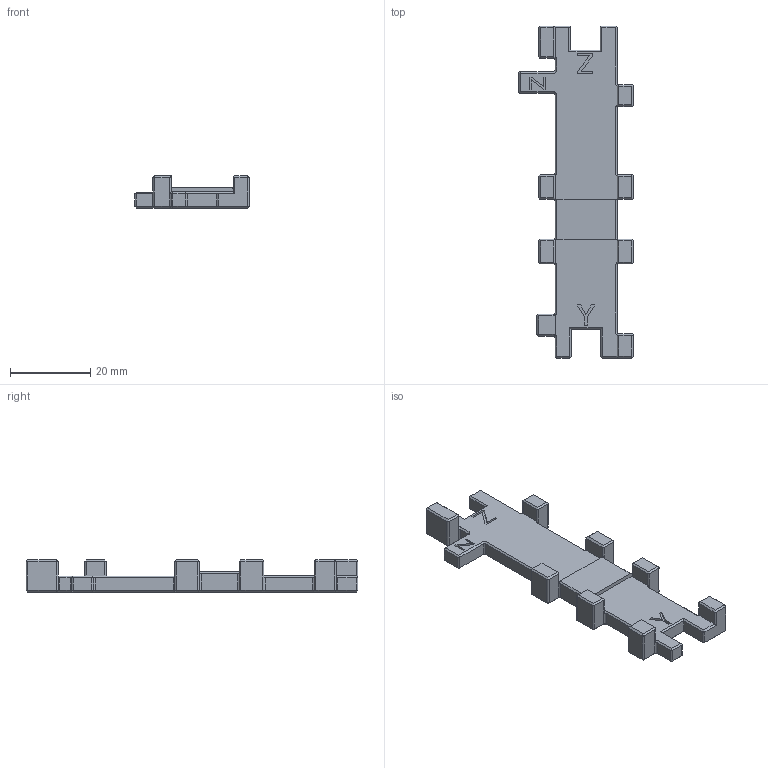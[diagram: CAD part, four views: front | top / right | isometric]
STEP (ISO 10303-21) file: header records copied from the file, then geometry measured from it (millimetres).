
FILE_DESCRIPTION(/* description */ (''),/* implementation_level */ '2;1');
FILE_NAME(/* name */ 'Micron Really Useful Tool.step',/* time_stamp */ '2025-07-20T21:52:56+01:00',/* author */ (''),/* organization */ (''),/* preprocessor_version */ 'ST-DEVELOPER v20.1',/* originating_system */ 'Autodesk Translation Framework v14.10.0.0',/* authorisation */ '');
FILE_SCHEMA (('AUTOMOTIVE_DESIGN { 1 0 10303 214 3 1 1 }'));
Length unit declared in the file: millimetre
Products named in the file (1): Really Useful Tool
Bounding box: 28.4 x 82.5 x 8 mm (x, y, z)
Volume: 6542.5 mm3; surface area: 4699 mm2
Topology: 1 solids, 1 shells, 475 faces, 1193 edges, 678 vertices
Faces by surface type: plane 265, cone 87, bspline 69, cylinder 54
Entity records: 14113 total; most frequent: CARTESIAN_POINT 3611, ORIENTED_EDGE 2272, DIRECTION 1930, EDGE_CURVE 1136, LINE 838, VECTOR 838, VERTEX_POINT 678, AXIS2_PLACEMENT_3D 546
